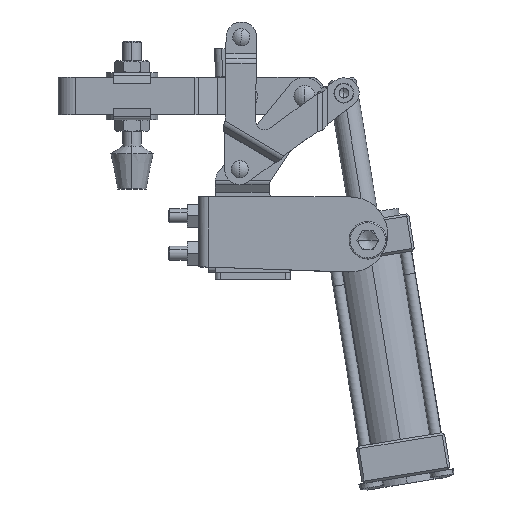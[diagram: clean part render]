
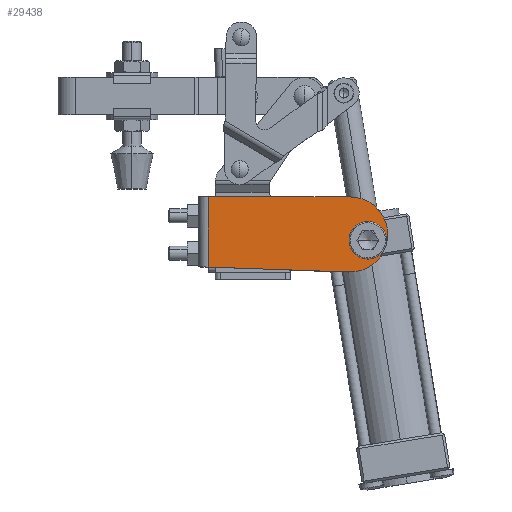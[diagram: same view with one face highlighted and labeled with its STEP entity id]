
A CAD part, top view. The second image highlights one B-rep face of the part: STEP entity #29438.
In plain terms, the highlighted planar face has unit normal (0, 0, 1).
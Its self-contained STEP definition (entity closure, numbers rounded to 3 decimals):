
#419 = CARTESIAN_POINT ( 'NONE',  ( 34.49, 19., 25.25 ) ) ;
#794 = DIRECTION ( 'NONE',  ( 1., 0., 0. ) ) ;
#1628 = ORIENTED_EDGE ( 'NONE', *, *, #14413, .T. ) ;
#2662 = AXIS2_PLACEMENT_3D ( 'NONE', #419, #20854, #3358 ) ;
#3046 = EDGE_CURVE ( 'NONE', #20621, #36607, #6265, .T. ) ;
#3358 = DIRECTION ( 'NONE',  ( -1., 0., 0. ) ) ;
#3438 = EDGE_CURVE ( 'NONE', #22241, #14418, #20348, .T. ) ;
#4084 = CARTESIAN_POINT ( 'NONE',  ( 34.49, 19., 25.25 ) ) ;
#4755 = CARTESIAN_POINT ( 'NONE',  ( 34.49, 35., 25.25 ) ) ;
#6148 = ORIENTED_EDGE ( 'NONE', *, *, #14644, .T. ) ;
#6265 = LINE ( 'NONE', #27227, #28582 ) ;
#6478 = VERTEX_POINT ( 'NONE', #29051 ) ;
#7043 = DIRECTION ( 'NONE',  ( -1., 0., 0. ) ) ;
#7630 = EDGE_LOOP ( 'NONE', ( #33798, #6148 ) ) ;
#9252 = VERTEX_POINT ( 'NONE', #19938 ) ;
#9540 = LINE ( 'NONE', #14908, #23202 ) ;
#9850 = FACE_OUTER_BOUND ( 'NONE', #17037, .T. ) ;
#10513 = CARTESIAN_POINT ( 'NONE',  ( 41.99, 16.5, 25.25 ) ) ;
#12393 = ORIENTED_EDGE ( 'NONE', *, *, #3046, .T. ) ;
#12549 = DIRECTION ( 'NONE',  ( 0., 0., -1. ) ) ;
#13292 = CIRCLE ( 'NONE', #23079, 16. ) ;
#13447 = DIRECTION ( 'NONE',  ( 1., 0., 0. ) ) ;
#13871 = CARTESIAN_POINT ( 'NONE',  ( -26., 35., 25.25 ) ) ;
#14068 = ORIENTED_EDGE ( 'NONE', *, *, #20223, .T. ) ;
#14360 = VECTOR ( 'NONE', #16797, 1000. ) ;
#14413 = EDGE_CURVE ( 'NONE', #9252, #6478, #29936, .T. ) ;
#14418 = VERTEX_POINT ( 'NONE', #17924 ) ;
#14644 = EDGE_CURVE ( 'NONE', #14418, #22241, #25818, .T. ) ;
#14908 = CARTESIAN_POINT ( 'NONE',  ( 33.932, 3.01, 25.25 ) ) ;
#15117 = CARTESIAN_POINT ( 'NONE',  ( -26., 35., 25.25 ) ) ;
#15653 = DIRECTION ( 'NONE',  ( -1., 0., 0. ) ) ;
#16318 = CARTESIAN_POINT ( 'NONE',  ( 41.976, 11.5, 25.25 ) ) ;
#16797 = DIRECTION ( 'NONE',  ( 0., -1., 0. ) ) ;
#17037 = EDGE_LOOP ( 'NONE', ( #36455, #1628, #32466, #12393, #14068 ) ) ;
#17270 = AXIS2_PLACEMENT_3D ( 'NONE', #35704, #18316, #794 ) ;
#17631 = AXIS2_PLACEMENT_3D ( 'NONE', #10513, #30843, #13447 ) ;
#17924 = CARTESIAN_POINT ( 'NONE',  ( 42.004, 21.5, 25.25 ) ) ;
#18316 = DIRECTION ( 'NONE',  ( 0., 0., 1. ) ) ;
#18794 = CARTESIAN_POINT ( 'NONE',  ( -26., 5.103, 25.25 ) ) ;
#19938 = CARTESIAN_POINT ( 'NONE',  ( 33.932, 3.01, 25.25 ) ) ;
#20223 = EDGE_CURVE ( 'NONE', #36607, #23263, #37520, .T. ) ;
#20348 = CIRCLE ( 'NONE', #34290, 5. ) ;
#20621 = VERTEX_POINT ( 'NONE', #4755 ) ;
#20854 = DIRECTION ( 'NONE',  ( 0., 0., 1. ) ) ;
#22241 = VERTEX_POINT ( 'NONE', #16318 ) ;
#22552 = EDGE_CURVE ( 'NONE', #23263, #9252, #9540, .T. ) ;
#23079 = AXIS2_PLACEMENT_3D ( 'NONE', #4084, #24531, #7043 ) ;
#23202 = VECTOR ( 'NONE', #29514, 1000. ) ;
#23263 = VERTEX_POINT ( 'NONE', #18794 ) ;
#24041 = PLANE ( 'NONE',  #17270 ) ;
#24531 = DIRECTION ( 'NONE',  ( 0., 0., 1. ) ) ;
#25818 = CIRCLE ( 'NONE', #17631, 5. ) ;
#27227 = CARTESIAN_POINT ( 'NONE',  ( 50.49, 35., 25.25 ) ) ;
#28582 = VECTOR ( 'NONE', #15653, 1000. ) ;
#29051 = CARTESIAN_POINT ( 'NONE',  ( 50.49, 19., 25.25 ) ) ;
#29438 = ADVANCED_FACE ( 'NONE', ( #32125, #9850 ), #24041, .T. ) ;
#29514 = DIRECTION ( 'NONE',  ( 0.999, -0.035, 0. ) ) ;
#29936 = CIRCLE ( 'NONE', #2662, 16. ) ;
#29970 = CARTESIAN_POINT ( 'NONE',  ( 41.99, 16.5, 25.25 ) ) ;
#30843 = DIRECTION ( 'NONE',  ( 0., 0., -1. ) ) ;
#32125 = FACE_BOUND ( 'NONE', #7630, .T. ) ;
#32466 = ORIENTED_EDGE ( 'NONE', *, *, #33756, .T. ) ;
#32876 = DIRECTION ( 'NONE',  ( 1., 0., 0. ) ) ;
#33756 = EDGE_CURVE ( 'NONE', #6478, #20621, #13292, .T. ) ;
#33798 = ORIENTED_EDGE ( 'NONE', *, *, #3438, .T. ) ;
#34290 = AXIS2_PLACEMENT_3D ( 'NONE', #29970, #12549, #32876 ) ;
#35704 = CARTESIAN_POINT ( 'NONE',  ( 50.49, 35., 25.25 ) ) ;
#36455 = ORIENTED_EDGE ( 'NONE', *, *, #22552, .T. ) ;
#36607 = VERTEX_POINT ( 'NONE', #15117 ) ;
#37520 = LINE ( 'NONE', #13871, #14360 ) ;
